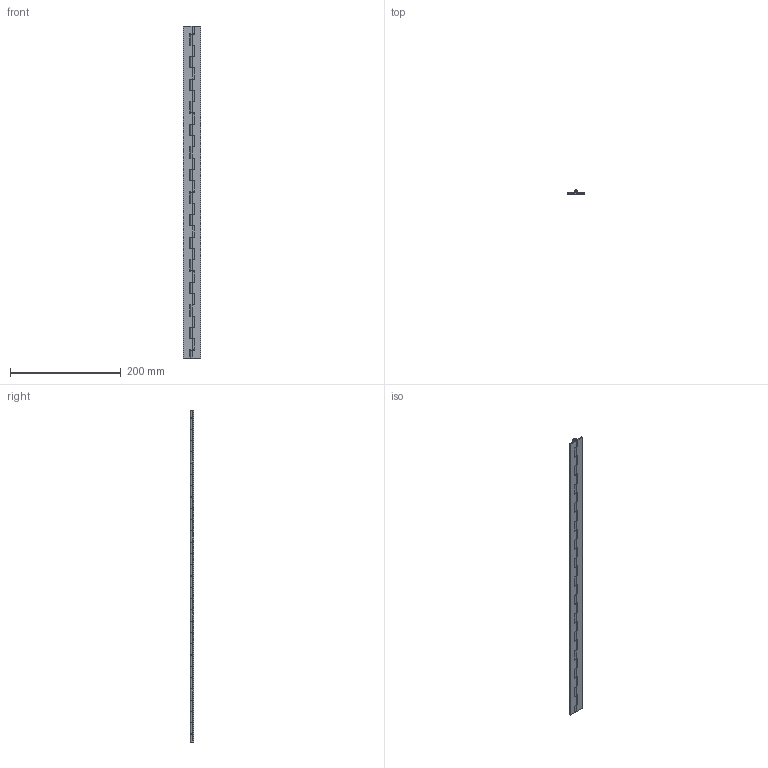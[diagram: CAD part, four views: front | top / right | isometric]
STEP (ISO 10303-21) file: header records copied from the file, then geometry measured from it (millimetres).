
FILE_DESCRIPTION (( 'STEP AP203' ), '1' );
FILE_NAME ('B-1007-5.STEP', '2006-06-07T05:47:40', ( ' ' ), ( ' ' ), 'SwSTEP 2.0', 'SolidWorks 2005204', '' );
FILE_SCHEMA (( 'CONFIG_CONTROL_DESIGN' ));
Length unit declared in the file: millimetre
Products named in the file (3): B-1007-5塇崻_棉太倌; B-1007-5; B-1007-5幉_棉太倌
Assembly tree (3 placements, depth 2):
  B-1007-5
    B-1007-5塇崻_棉太倌  x2
    B-1007-5幉_棉太倌
Bounding box: 32 x 7 x 600 mm (x, y, z)
Volume: 43611.6 mm3; surface area: 62396.4 mm2
Topology: 3 solids, 3 shells, 312 faces, 918 edges, 612 vertices
Faces by surface type: cylinder 182, plane 130
Entity records: 5647 total; most frequent: DIRECTION 974, CARTESIAN_POINT 934, ORIENTED_EDGE 924, EDGE_CURVE 462, AXIS2_PLACEMENT_3D 348, VERTEX_POINT 308, VECTOR 278, LINE 278
